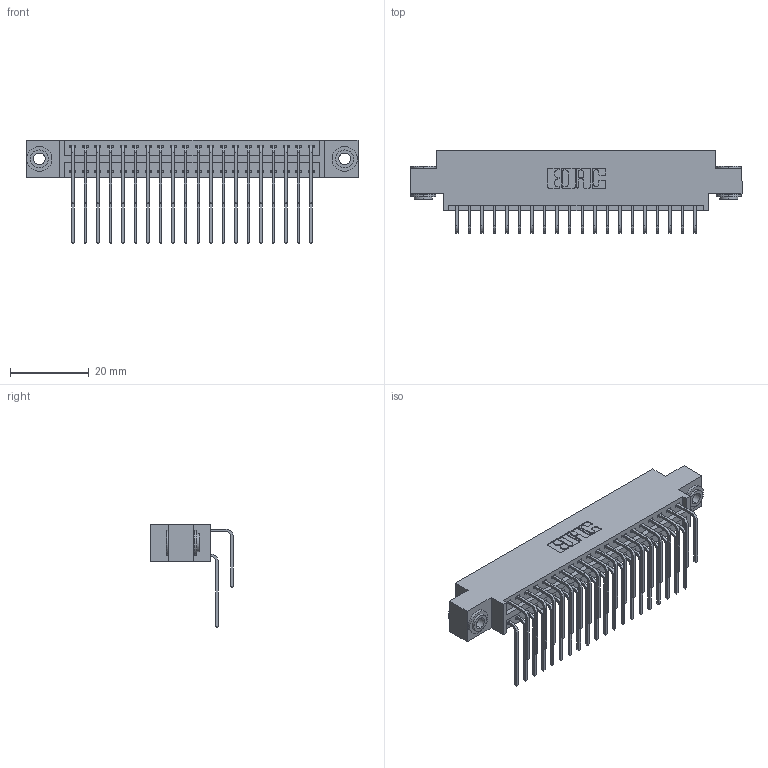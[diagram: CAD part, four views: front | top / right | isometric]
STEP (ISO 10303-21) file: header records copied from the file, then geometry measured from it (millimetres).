
FILE_DESCRIPTION (( 'STEP AP203' ), '1' );
FILE_NAME ('396-040-559-803.STEP', '2018-09-06T22:00:04', ( '' ), ( '' ), 'SwSTEP 2.0', 'SolidWorks 2016', '' );
FILE_SCHEMA (( 'CONFIG_CONTROL_DESIGN' ));
Length unit declared in the file: inch
Products named in the file (5): 345-292-001_559 Tail - 2; 345-250-002_345-250-002-102; 396-040-559-803; 346 Part_0.170 Offset - 0.156 Dia-TH; 345-292-001_558 559 Tail - 1
Assembly tree (43 placements, depth 2):
  396-040-559-803
    346 Part_0.170 Offset - 0.156 Dia-TH
    345-292-001_558 559 Tail - 1  x20
    345-292-001_559 Tail - 2  x20
    345-250-002_345-250-002-102  x2
Bounding box: 84.07 x 20.89 x 26.16 mm (x, y, z)
Volume: 8122.9 mm3; surface area: 12320.5 mm2
Topology: 43 solids, 43 shells, 2324 faces, 6857 edges, 4514 vertices
Faces by surface type: plane 1570, cylinder 746, cone 8
Entity records: 18580 total; most frequent: CARTESIAN_POINT 3122, ORIENTED_EDGE 2998, DIRECTION 2805, EDGE_CURVE 1499, VECTOR 1223, LINE 1223, VERTEX_POINT 994, AXIS2_PLACEMENT_3D 791
